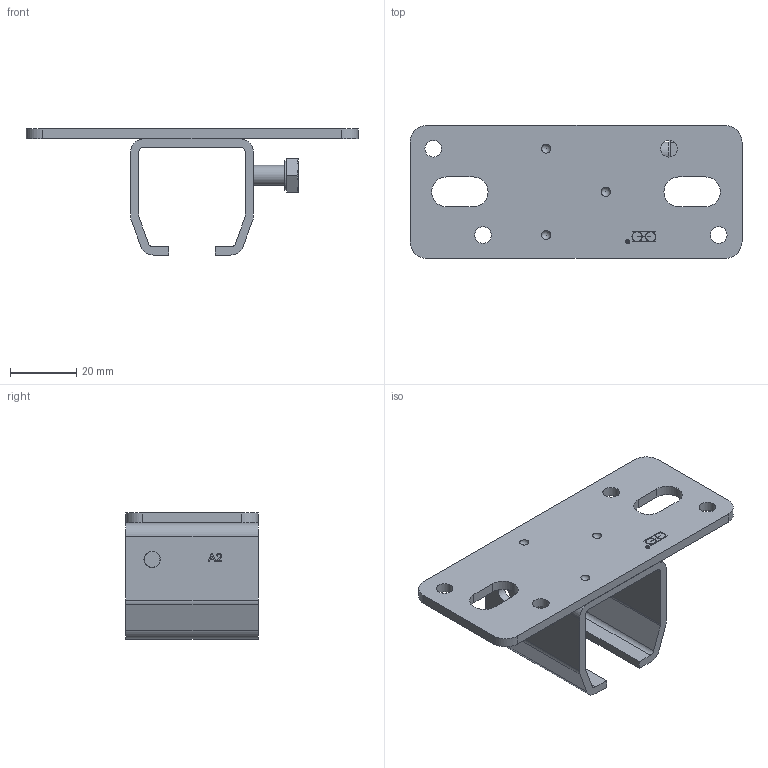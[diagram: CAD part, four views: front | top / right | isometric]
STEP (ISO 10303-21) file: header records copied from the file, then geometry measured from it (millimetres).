
FILE_DESCRIPTION(/* description */ ('Support Plafond'),/* implementation_level */ '2;1');
FILE_NAME(/* name */ '9018HXA2.stp',/* time_stamp */ '2019-08-23T08:48:04+02:00',/* author */ ('Florian'),/* organization */ (''),/* preprocessor_version */ 'ST-DEVELOPER v17.2',/* originating_system */ 'Autodesk Inventor 2019',/* authorisation */ '');
FILE_SCHEMA (('AUTOMOTIVE_DESIGN { 1 0 10303 214 3 1 1 }'));
Length unit declared in the file: millimetre
Products named in the file (4): 9018HXA2; 15701; 15856; 04018
Assembly tree (3 placements, depth 2):
  9018HXA2
    15701
    15856
    04018
Bounding box: 100 x 40 x 38 mm (x, y, z)
Volume: 22533.6 mm3; surface area: 18711.6 mm2
Topology: 3 solids, 3 shells, 213 faces, 557 edges, 373 vertices
Faces by surface type: plane 136, cylinder 53, bspline 11, cone 7, sphere 6
Full cylindrical faces by diameter (mm): 1.151 x2, 1.25 x2, 4.917 x3, 5 x4, 6 x1, 8.88 x1
Entity records: 6806 total; most frequent: CARTESIAN_POINT 1337, ORIENTED_EDGE 1102, DIRECTION 1072, EDGE_CURVE 551, LINE 380, VECTOR 380, VERTEX_POINT 373, AXIS2_PLACEMENT_3D 346
